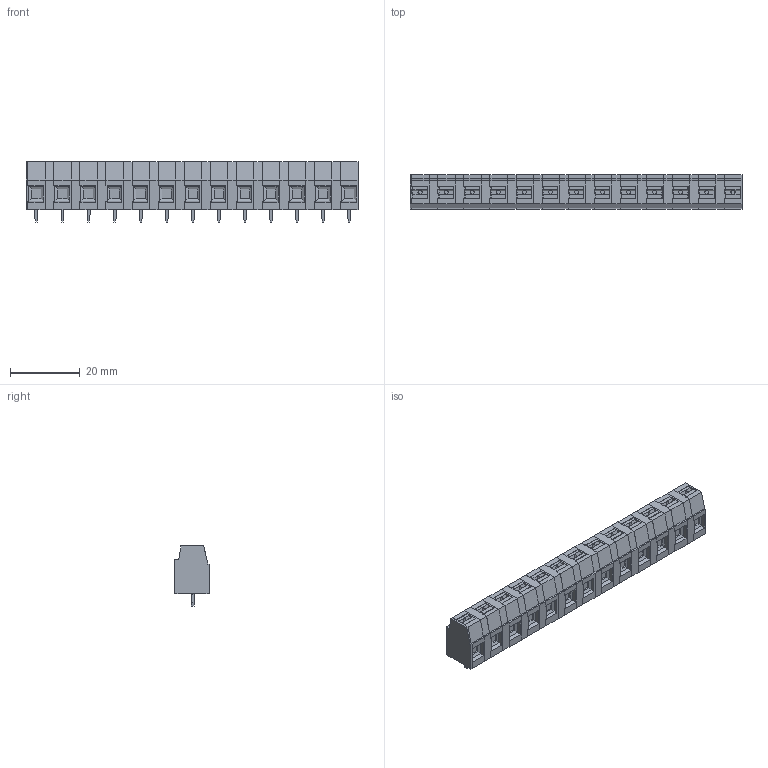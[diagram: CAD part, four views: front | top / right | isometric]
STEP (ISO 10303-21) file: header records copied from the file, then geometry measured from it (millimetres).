
FILE_DESCRIPTION(('CATIA V5 STEP Exchange','CAx-IF Rec.Pracs.--- Model Styling and Organization---1.4--- 2014-01-23'),'2;1');
FILE_NAME ('D1528364_0_2787680000_2787680000.stp','2022-04-25T07:57:07+00:00',('none'),('Weidmueller'),'CATIA Version 5-6 Release 2016 SP3 HF44','CATIA V5 STEP AP214','none');
FILE_SCHEMA(('AUTOMOTIVE_DESIGN { 1 0 10303 214 1 1 1 1 }'));
Length unit declared in the file: millimetre
Products named in the file (1): 2787680000
Bounding box: 95.5 x 10 x 17.3 mm (x, y, z)
Volume: 11524.2 mm3; surface area: 12478.8 mm2
Topology: 52 solids, 79 shells, 1671 faces, 4657 edges, 3137 vertices
Faces by surface type: plane 1569, cylinder 90, cone 12
Entity records: 49064 total; most frequent: CARTESIAN_POINT 10531, ORIENTED_EDGE 9314, DIRECTION 5734, EDGE_CURVE 4657, VECTOR 4124, LINE 4124, VERTEX_POINT 3137, EDGE_LOOP 1690
